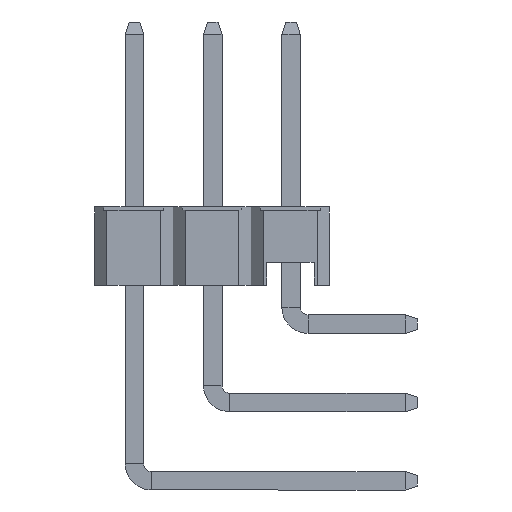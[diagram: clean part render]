
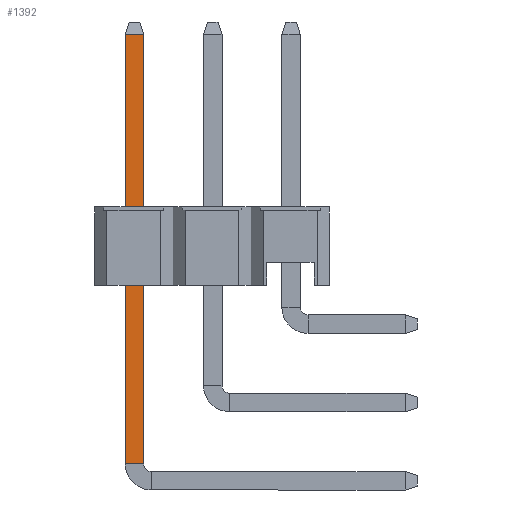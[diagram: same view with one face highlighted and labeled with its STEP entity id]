
A CAD part, left-side view. The second image highlights one B-rep face of the part: STEP entity #1392.
In plain terms, the highlighted planar face has unit normal (-1, 0, 0).
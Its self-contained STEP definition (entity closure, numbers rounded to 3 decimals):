
#34 = CARTESIAN_POINT ( 'NONE',  ( -0.3, -0.85, -8.58 ) ) ;
#80 = EDGE_CURVE ( 'NONE', #3114, #1207, #3104, .T. ) ;
#124 = VECTOR ( 'NONE', #1532, 1000. ) ;
#171 = LINE ( 'NONE', #742, #881 ) ;
#313 = ORIENTED_EDGE ( 'NONE', *, *, #2696, .T. ) ;
#502 = LINE ( 'NONE', #1547, #124 ) ;
#504 = LINE ( 'NONE', #1808, #2291 ) ;
#577 = ORIENTED_EDGE ( 'NONE', *, *, #2853, .T. ) ;
#656 = FACE_OUTER_BOUND ( 'NONE', #3376, .T. ) ;
#742 = CARTESIAN_POINT ( 'NONE',  ( -0.3, -0.6, 0. ) ) ;
#881 = VECTOR ( 'NONE', #2230, 1000. ) ;
#948 = DIRECTION ( 'NONE',  ( -1., 0., 0. ) ) ;
#1104 = CARTESIAN_POINT ( 'NONE',  ( -0.3, 0., 5.6 ) ) ;
#1121 = CARTESIAN_POINT ( 'NONE',  ( -0.3, -0.6, -8.33 ) ) ;
#1207 = VERTEX_POINT ( 'NONE', #1104 ) ;
#1392 = ADVANCED_FACE ( 'NONE', ( #656 ), #3645, .T. ) ;
#1532 = DIRECTION ( 'NONE',  ( 0., -1., 0. ) ) ;
#1547 = CARTESIAN_POINT ( 'NONE',  ( -0.3, 0., -8.33 ) ) ;
#1713 = CARTESIAN_POINT ( 'NONE',  ( -0.3, 0., -8.33 ) ) ;
#1808 = CARTESIAN_POINT ( 'NONE',  ( -0.3, 0., 6. ) ) ;
#2007 = ORIENTED_EDGE ( 'NONE', *, *, #3032, .F. ) ;
#2064 = DIRECTION ( 'NONE',  ( 0., 0., -1. ) ) ;
#2230 = DIRECTION ( 'NONE',  ( 0., 0., -1. ) ) ;
#2260 = VECTOR ( 'NONE', #3555, 1000. ) ;
#2291 = VECTOR ( 'NONE', #2064, 1000. ) ;
#2390 = VERTEX_POINT ( 'NONE', #1121 ) ;
#2696 = EDGE_CURVE ( 'NONE', #1207, #3144, #504, .T. ) ;
#2787 = AXIS2_PLACEMENT_3D ( 'NONE', #34, #948, #3062 ) ;
#2853 = EDGE_CURVE ( 'NONE', #3144, #2390, #502, .T. ) ;
#2948 = ORIENTED_EDGE ( 'NONE', *, *, #80, .T. ) ;
#3032 = EDGE_CURVE ( 'NONE', #3114, #2390, #171, .T. ) ;
#3062 = DIRECTION ( 'NONE',  ( 0., 0., 1. ) ) ;
#3104 = LINE ( 'NONE', #3598, #2260 ) ;
#3114 = VERTEX_POINT ( 'NONE', #3484 ) ;
#3144 = VERTEX_POINT ( 'NONE', #1713 ) ;
#3376 = EDGE_LOOP ( 'NONE', ( #2007, #2948, #313, #577 ) ) ;
#3484 = CARTESIAN_POINT ( 'NONE',  ( -0.3, -0.6, 5.6 ) ) ;
#3555 = DIRECTION ( 'NONE',  ( 0., 1., 0. ) ) ;
#3598 = CARTESIAN_POINT ( 'NONE',  ( -0.3, -0.85, 5.6 ) ) ;
#3645 = PLANE ( 'NONE',  #2787 ) ;
